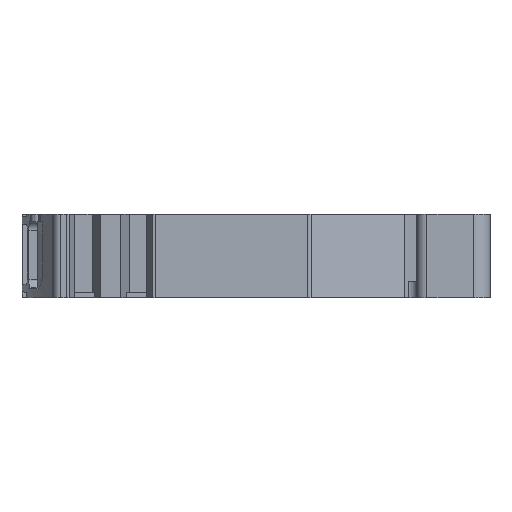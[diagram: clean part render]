
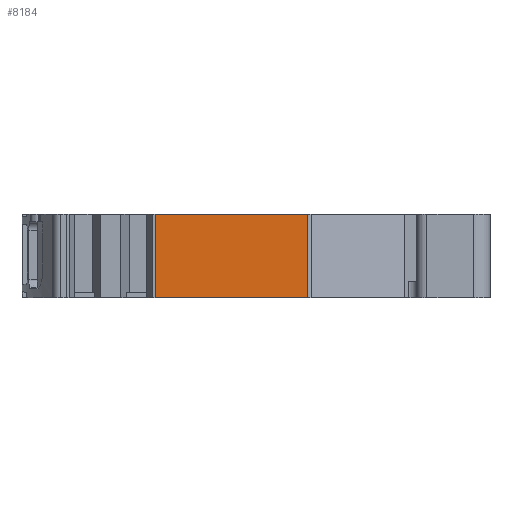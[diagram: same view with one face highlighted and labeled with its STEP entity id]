
A CAD part, left-side view. The second image highlights one B-rep face of the part: STEP entity #8184.
In plain terms, the highlighted planar face has unit normal (-1, 0, 0).
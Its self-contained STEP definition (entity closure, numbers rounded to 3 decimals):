
#1109 = ORIENTED_EDGE ( 'NONE', *, *, #10909, .T. ) ;
#1522 = CARTESIAN_POINT ( 'NONE',  ( -11.064, 27.728, 23.993 ) ) ;
#1548 = CARTESIAN_POINT ( 'NONE',  ( -11.064, 33.391, 29.111 ) ) ;
#2505 = FACE_OUTER_BOUND ( 'NONE', #6534, .T. ) ;
#2525 = AXIS2_PLACEMENT_3D ( 'NONE', #10073, #8739, #10422 ) ;
#2663 = VECTOR ( 'NONE', #4282, 1000. ) ;
#2904 = CARTESIAN_POINT ( 'NONE',  ( -11.064, 27.728, 29.111 ) ) ;
#3028 = VERTEX_POINT ( 'NONE', #4366 ) ;
#3912 = LINE ( 'NONE', #1522, #5061 ) ;
#4282 = DIRECTION ( 'NONE',  ( 0., -1., 0. ) ) ;
#4366 = CARTESIAN_POINT ( 'NONE',  ( -11.064, 18.596, 24.111 ) ) ;
#4746 = EDGE_CURVE ( 'NONE', #7019, #3028, #10428, .T. ) ;
#5061 = VECTOR ( 'NONE', #8989, 1000. ) ;
#5292 = VERTEX_POINT ( 'NONE', #6346 ) ;
#5877 = ORIENTED_EDGE ( 'NONE', *, *, #6110, .F. ) ;
#6110 = EDGE_CURVE ( 'NONE', #11157, #7019, #9991, .T. ) ;
#6131 = CARTESIAN_POINT ( 'NONE',  ( -11.064, 33.391, 24.111 ) ) ;
#6346 = CARTESIAN_POINT ( 'NONE',  ( -11.064, 27.728, 24.111 ) ) ;
#6534 = EDGE_LOOP ( 'NONE', ( #5877, #10643, #1109, #8789 ) ) ;
#6789 = EDGE_CURVE ( 'NONE', #5292, #11157, #3912, .T. ) ;
#7019 = VERTEX_POINT ( 'NONE', #10032 ) ;
#7979 = DIRECTION ( 'NONE',  ( 0., -1., 0. ) ) ;
#8184 = ADVANCED_FACE ( 'NONE', ( #2505 ), #10959, .F. ) ;
#8739 = DIRECTION ( 'NONE',  ( 1., 0., 0. ) ) ;
#8789 = ORIENTED_EDGE ( 'NONE', *, *, #4746, .F. ) ;
#8989 = DIRECTION ( 'NONE',  ( 0., 0., 1. ) ) ;
#9263 = LINE ( 'NONE', #6131, #9700 ) ;
#9700 = VECTOR ( 'NONE', #7979, 1000. ) ;
#9834 = CARTESIAN_POINT ( 'NONE',  ( -11.064, 18.596, 29.111 ) ) ;
#9864 = DIRECTION ( 'NONE',  ( 0., 0., -1. ) ) ;
#9991 = LINE ( 'NONE', #1548, #2663 ) ;
#10032 = CARTESIAN_POINT ( 'NONE',  ( -11.064, 18.596, 29.111 ) ) ;
#10073 = CARTESIAN_POINT ( 'NONE',  ( -11.064, 33.391, 29.111 ) ) ;
#10338 = VECTOR ( 'NONE', #9864, 1000. ) ;
#10422 = DIRECTION ( 'NONE',  ( 0., 1., 0. ) ) ;
#10428 = LINE ( 'NONE', #9834, #10338 ) ;
#10643 = ORIENTED_EDGE ( 'NONE', *, *, #6789, .F. ) ;
#10909 = EDGE_CURVE ( 'NONE', #5292, #3028, #9263, .T. ) ;
#10959 = PLANE ( 'NONE',  #2525 ) ;
#11157 = VERTEX_POINT ( 'NONE', #2904 ) ;
